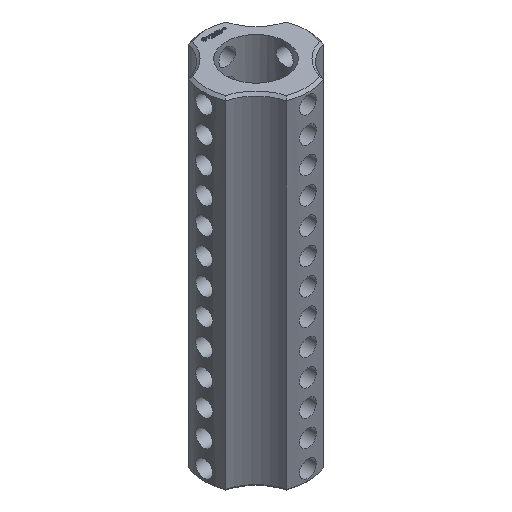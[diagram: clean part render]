
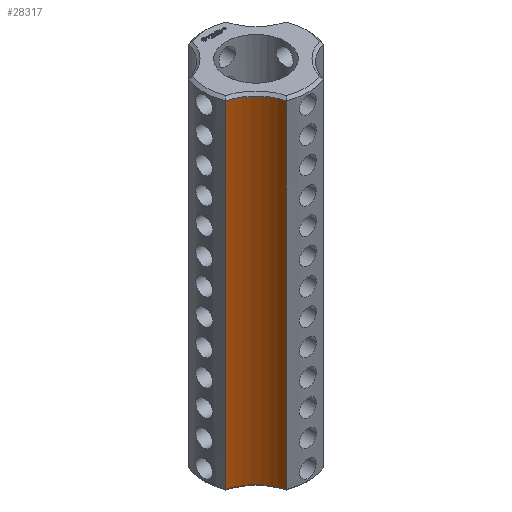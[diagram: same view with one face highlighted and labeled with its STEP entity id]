
A CAD part, isometric view. The second image highlights one B-rep face of the part: STEP entity #28317.
In plain terms, the highlighted cylindrical face has radius 5 mm (diameter 10 mm), a partial arc.
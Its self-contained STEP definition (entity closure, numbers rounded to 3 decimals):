
#2932 = CYLINDRICAL_SURFACE('',#2933,6.25);
#2933 = AXIS2_PLACEMENT_3D('',#2934,#2935,#2936);
#2934 = CARTESIAN_POINT('',(0.,0.,0.));
#2935 = DIRECTION('',(-0.,-0.,-1.));
#2936 = DIRECTION('',(1.,0.,0.));
#6725 = EDGE_CURVE('',#6726,#6728,#6730,.T.);
#6726 = VERTEX_POINT('',#6727);
#6727 = CARTESIAN_POINT('',(-2.225,-5.841,0.3));
#6728 = VERTEX_POINT('',#6729);
#6729 = CARTESIAN_POINT('',(-2.225,-5.841,40.325));
#6730 = SURFACE_CURVE('',#6731,(#6735,#6742),.PCURVE_S1.);
#6731 = LINE('',#6732,#6733);
#6732 = CARTESIAN_POINT('',(-2.225,-5.841,0.));
#6733 = VECTOR('',#6734,1.);
#6734 = DIRECTION('',(0.,0.,1.));
#6735 = PCURVE('',#2932,#6736);
#6736 = DEFINITIONAL_REPRESENTATION('',(#6737),#6741);
#6737 = LINE('',#6738,#6739);
#6738 = CARTESIAN_POINT('',(-4.348,0.));
#6739 = VECTOR('',#6740,1.);
#6740 = DIRECTION('',(-0.,-1.));
#6741 = ( GEOMETRIC_REPRESENTATION_CONTEXT(2) 
PARAMETRIC_REPRESENTATION_CONTEXT() REPRESENTATION_CONTEXT('2D SPACE',''
  ) );
#6742 = PCURVE('',#6743,#6748);
#6743 = CYLINDRICAL_SURFACE('',#6744,5.);
#6744 = AXIS2_PLACEMENT_3D('',#6745,#6746,#6747);
#6745 = CARTESIAN_POINT('',(-7.071,-7.071,0.));
#6746 = DIRECTION('',(-0.,-0.,-1.));
#6747 = DIRECTION('',(1.,0.,0.));
#6748 = DEFINITIONAL_REPRESENTATION('',(#6749),#6753);
#6749 = LINE('',#6750,#6751);
#6750 = CARTESIAN_POINT('',(-0.249,0.));
#6751 = VECTOR('',#6752,1.);
#6752 = DIRECTION('',(-0.,-1.));
#6753 = ( GEOMETRIC_REPRESENTATION_CONTEXT(2) 
PARAMETRIC_REPRESENTATION_CONTEXT() REPRESENTATION_CONTEXT('2D SPACE',''
  ) );
#9016 = CONICAL_SURFACE('',#9017,5.,0.785);
#9017 = AXIS2_PLACEMENT_3D('',#9018,#9019,#9020);
#9018 = CARTESIAN_POINT('',(-7.071,-7.071,0.3));
#9019 = DIRECTION('',(-0.,-0.,-1.));
#9020 = DIRECTION('',(0.969,0.246,0.));
#9218 = CONICAL_SURFACE('',#9219,5.,0.785);
#9219 = AXIS2_PLACEMENT_3D('',#9220,#9221,#9222);
#9220 = CARTESIAN_POINT('',(-7.071,-7.071,40.325));
#9221 = DIRECTION('',(0.,0.,1.));
#9222 = DIRECTION('',(0.969,0.246,0.));
#28317 = ADVANCED_FACE('',(#28318),#6743,.F.);
#28318 = FACE_BOUND('',#28319,.T.);
#28319 = EDGE_LOOP('',(#28320,#28321,#28345,#28373));
#28320 = ORIENTED_EDGE('',*,*,#6725,.T.);
#28321 = ORIENTED_EDGE('',*,*,#28322,.T.);
#28322 = EDGE_CURVE('',#6728,#28323,#28325,.T.);
#28323 = VERTEX_POINT('',#28324);
#28324 = CARTESIAN_POINT('',(-5.841,-2.225,40.325));
#28325 = SURFACE_CURVE('',#28326,(#28331,#28338),.PCURVE_S1.);
#28326 = CIRCLE('',#28327,5.);
#28327 = AXIS2_PLACEMENT_3D('',#28328,#28329,#28330);
#28328 = CARTESIAN_POINT('',(-7.071,-7.071,40.325));
#28329 = DIRECTION('',(0.,-0.,1.));
#28330 = DIRECTION('',(0.969,0.246,0.));
#28331 = PCURVE('',#6743,#28332);
#28332 = DEFINITIONAL_REPRESENTATION('',(#28333),#28337);
#28333 = LINE('',#28334,#28335);
#28334 = CARTESIAN_POINT('',(-0.249,-40.325));
#28335 = VECTOR('',#28336,1.);
#28336 = DIRECTION('',(-1.,0.));
#28337 = ( GEOMETRIC_REPRESENTATION_CONTEXT(2) 
PARAMETRIC_REPRESENTATION_CONTEXT() REPRESENTATION_CONTEXT('2D SPACE',''
  ) );
#28338 = PCURVE('',#9218,#28339);
#28339 = DEFINITIONAL_REPRESENTATION('',(#28340),#28344);
#28340 = LINE('',#28341,#28342);
#28341 = CARTESIAN_POINT('',(0.,0.));
#28342 = VECTOR('',#28343,1.);
#28343 = DIRECTION('',(1.,0.));
#28344 = ( GEOMETRIC_REPRESENTATION_CONTEXT(2) 
PARAMETRIC_REPRESENTATION_CONTEXT() REPRESENTATION_CONTEXT('2D SPACE',''
  ) );
#28345 = ORIENTED_EDGE('',*,*,#28346,.F.);
#28346 = EDGE_CURVE('',#28347,#28323,#28349,.T.);
#28347 = VERTEX_POINT('',#28348);
#28348 = CARTESIAN_POINT('',(-5.841,-2.225,0.3));
#28349 = SURFACE_CURVE('',#28350,(#28354,#28361),.PCURVE_S1.);
#28350 = LINE('',#28351,#28352);
#28351 = CARTESIAN_POINT('',(-5.841,-2.225,0.));
#28352 = VECTOR('',#28353,1.);
#28353 = DIRECTION('',(0.,0.,1.));
#28354 = PCURVE('',#6743,#28355);
#28355 = DEFINITIONAL_REPRESENTATION('',(#28356),#28360);
#28356 = LINE('',#28357,#28358);
#28357 = CARTESIAN_POINT('',(-1.322,0.));
#28358 = VECTOR('',#28359,1.);
#28359 = DIRECTION('',(-0.,-1.));
#28360 = ( GEOMETRIC_REPRESENTATION_CONTEXT(2) 
PARAMETRIC_REPRESENTATION_CONTEXT() REPRESENTATION_CONTEXT('2D SPACE',''
  ) );
#28361 = PCURVE('',#28362,#28367);
#28362 = CYLINDRICAL_SURFACE('',#28363,6.25);
#28363 = AXIS2_PLACEMENT_3D('',#28364,#28365,#28366);
#28364 = CARTESIAN_POINT('',(0.,0.,0.));
#28365 = DIRECTION('',(-0.,-0.,-1.));
#28366 = DIRECTION('',(1.,0.,0.));
#28367 = DEFINITIONAL_REPRESENTATION('',(#28368),#28372);
#28368 = LINE('',#28369,#28370);
#28369 = CARTESIAN_POINT('',(-3.506,0.));
#28370 = VECTOR('',#28371,1.);
#28371 = DIRECTION('',(-0.,-1.));
#28372 = ( GEOMETRIC_REPRESENTATION_CONTEXT(2) 
PARAMETRIC_REPRESENTATION_CONTEXT() REPRESENTATION_CONTEXT('2D SPACE',''
  ) );
#28373 = ORIENTED_EDGE('',*,*,#28374,.F.);
#28374 = EDGE_CURVE('',#6726,#28347,#28375,.T.);
#28375 = SURFACE_CURVE('',#28376,(#28381,#28388),.PCURVE_S1.);
#28376 = CIRCLE('',#28377,5.);
#28377 = AXIS2_PLACEMENT_3D('',#28378,#28379,#28380);
#28378 = CARTESIAN_POINT('',(-7.071,-7.071,0.3));
#28379 = DIRECTION('',(0.,-0.,1.));
#28380 = DIRECTION('',(0.969,0.246,0.));
#28381 = PCURVE('',#6743,#28382);
#28382 = DEFINITIONAL_REPRESENTATION('',(#28383),#28387);
#28383 = LINE('',#28384,#28385);
#28384 = CARTESIAN_POINT('',(-0.249,-0.3));
#28385 = VECTOR('',#28386,1.);
#28386 = DIRECTION('',(-1.,0.));
#28387 = ( GEOMETRIC_REPRESENTATION_CONTEXT(2) 
PARAMETRIC_REPRESENTATION_CONTEXT() REPRESENTATION_CONTEXT('2D SPACE',''
  ) );
#28388 = PCURVE('',#9016,#28389);
#28389 = DEFINITIONAL_REPRESENTATION('',(#28390),#28394);
#28390 = LINE('',#28391,#28392);
#28391 = CARTESIAN_POINT('',(-0.,0.));
#28392 = VECTOR('',#28393,1.);
#28393 = DIRECTION('',(-1.,0.));
#28394 = ( GEOMETRIC_REPRESENTATION_CONTEXT(2) 
PARAMETRIC_REPRESENTATION_CONTEXT() REPRESENTATION_CONTEXT('2D SPACE',''
  ) );
